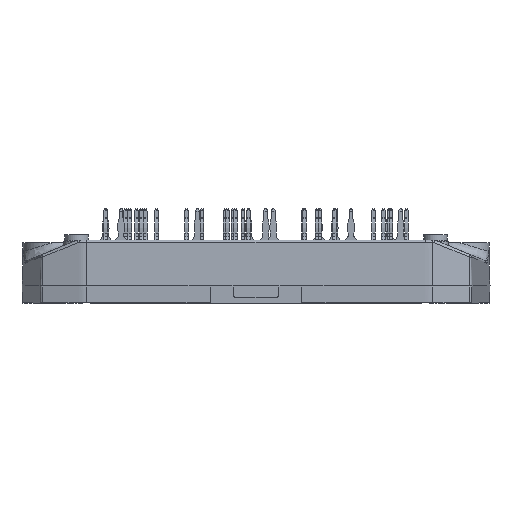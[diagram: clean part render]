
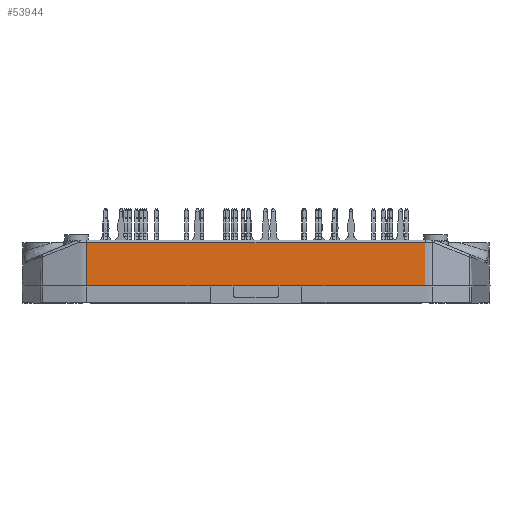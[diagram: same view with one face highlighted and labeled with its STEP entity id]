
A CAD part, front view. The second image highlights one B-rep face of the part: STEP entity #53944.
In plain terms, the highlighted planar face has unit normal (0, -1, 0.026).
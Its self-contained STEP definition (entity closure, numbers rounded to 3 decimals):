
#4283=ORIENTED_EDGE('',*,*,#15883,.F.);
#4284=ORIENTED_EDGE('',*,*,#15884,.T.);
#4285=ORIENTED_EDGE('',*,*,#15617,.F.);
#4286=ORIENTED_EDGE('',*,*,#15885,.F.);
#4287=ORIENTED_EDGE('',*,*,#15886,.T.);
#4288=ORIENTED_EDGE('',*,*,#15887,.T.);
#4289=ORIENTED_EDGE('',*,*,#15871,.T.);
#4290=ORIENTED_EDGE('',*,*,#15888,.F.);
#4291=ORIENTED_EDGE('',*,*,#15865,.F.);
#4292=ORIENTED_EDGE('',*,*,#15604,.F.);
#15604=EDGE_CURVE('',#21531,#21532,#25341,.T.);
#15617=EDGE_CURVE('',#21541,#21542,#25349,.T.);
#15865=EDGE_CURVE('',#21532,#21690,#25478,.T.);
#15871=EDGE_CURVE('',#21696,#21695,#25482,.T.);
#15883=EDGE_CURVE('',#21706,#21531,#25490,.T.);
#15884=EDGE_CURVE('',#21706,#21542,#25491,.F.);
#15885=EDGE_CURVE('',#21707,#21541,#25492,.F.);
#15886=EDGE_CURVE('',#21707,#21708,#25493,.T.);
#15887=EDGE_CURVE('',#21708,#21696,#25494,.T.);
#15888=EDGE_CURVE('',#21690,#21695,#25495,.T.);
#21531=VERTEX_POINT('',#72770);
#21532=VERTEX_POINT('',#72772);
#21541=VERTEX_POINT('',#72805);
#21542=VERTEX_POINT('',#72806);
#21690=VERTEX_POINT('',#73841);
#21695=VERTEX_POINT('',#73851);
#21696=VERTEX_POINT('',#73853);
#21706=VERTEX_POINT('',#73957);
#21707=VERTEX_POINT('',#73960);
#21708=VERTEX_POINT('',#73962);
#25341=LINE('',#72771,#29197);
#25349=LINE('',#72804,#29205);
#25478=LINE('',#73840,#29334);
#25482=LINE('',#73852,#29338);
#25490=LINE('',#73956,#29346);
#25491=LINE('',#73958,#29347);
#25492=LINE('',#73959,#29348);
#25493=LINE('',#73961,#29349);
#25494=LINE('',#73963,#29350);
#25495=LINE('',#73964,#29351);
#29197=VECTOR('',#60211,1000.);
#29205=VECTOR('',#60235,1000.);
#29334=VECTOR('',#60654,1000.);
#29338=VECTOR('',#60662,1000.);
#29346=VECTOR('',#60674,1000.);
#29347=VECTOR('',#60675,1000.);
#29348=VECTOR('',#60676,1000.);
#29349=VECTOR('',#60677,1000.);
#29350=VECTOR('',#60678,1000.);
#29351=VECTOR('',#60679,1000.);
#32913=EDGE_LOOP('',(#4283,#4284,#4285,#4286,#4287,#4288,#4289,#4290,#4291,
#4292));
#35251=FACE_BOUND('',#32913,.T.);
#37425=PLANE('',#56269);
#53944=ADVANCED_FACE('',(#35251),#37425,.T.);
#56269=AXIS2_PLACEMENT_3D('',#73955,#60672,#60673);
#60211=DIRECTION('',(-1.,0.,0.));
#60235=DIRECTION('',(1.,0.,0.));
#60654=DIRECTION('',(-1.,0.,0.));
#60662=DIRECTION('',(1.,0.,0.));
#60672=DIRECTION('',(0.,-1.,0.026));
#60673=DIRECTION('',(0.,0.026,1.));
#60674=DIRECTION('',(-1.,0.,0.));
#60675=DIRECTION('',(0.006,-0.026,-1.));
#60676=DIRECTION('',(-0.006,-0.026,-1.));
#60677=DIRECTION('',(1.,0.,0.));
#60678=DIRECTION('',(1.,0.,0.));
#60679=DIRECTION('',(-1.,0.,0.));
#72770=CARTESIAN_POINT('',(29.513,-30.776,2.02));
#72771=CARTESIAN_POINT('',(17.961,-30.776,2.02));
#72772=CARTESIAN_POINT('',(8.,-30.776,2.02));
#72804=CARTESIAN_POINT('',(27.533,-30.58,9.533));
#72805=CARTESIAN_POINT('',(-29.469,-30.58,9.533));
#72806=CARTESIAN_POINT('',(29.469,-30.58,9.533));
#73840=CARTESIAN_POINT('',(17.961,-30.776,2.02));
#73841=CARTESIAN_POINT('',(4.,-30.776,2.02));
#73851=CARTESIAN_POINT('',(-4.,-30.776,2.02));
#73852=CARTESIAN_POINT('',(-17.961,-30.776,2.02));
#73853=CARTESIAN_POINT('',(-8.,-30.776,2.02));
#73955=CARTESIAN_POINT('',(17.961,-30.776,2.02));
#73956=CARTESIAN_POINT('',(17.961,-30.776,2.02));
#73957=CARTESIAN_POINT('',(29.513,-30.776,2.02));
#73958=CARTESIAN_POINT('',(29.512,-30.775,2.087));
#73959=CARTESIAN_POINT('',(-29.512,-30.775,2.087));
#73960=CARTESIAN_POINT('',(-29.513,-30.776,2.02));
#73961=CARTESIAN_POINT('',(-17.961,-30.776,2.02));
#73962=CARTESIAN_POINT('',(-29.513,-30.776,2.02));
#73963=CARTESIAN_POINT('',(-17.961,-30.776,2.02));
#73964=CARTESIAN_POINT('',(-17.961,-30.776,2.02));
